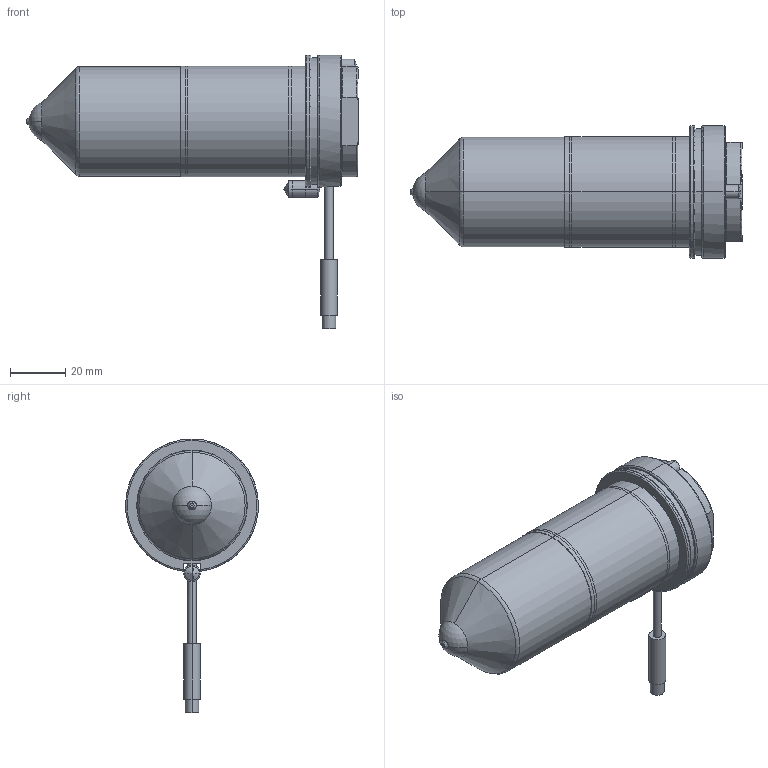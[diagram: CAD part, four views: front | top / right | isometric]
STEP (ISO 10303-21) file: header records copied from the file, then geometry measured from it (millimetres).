
FILE_DESCRIPTION (( 'STEP AP214' ), '1' );
FILE_NAME ('40x101 - dysza - 40101-00.STEP', '2017-05-29T09:37:39', ( '' ), ( '' ), 'SwSTEP 2.0', 'SolidWorks 2016', '' );
FILE_SCHEMA (( 'AUTOMOTIVE_DESIGN' ));
Length unit declared in the file: millimetre
Products named in the file (3): 40x101 - komora_Standard; 40x101 - dysza - 40101-00; 40x101 - korpus - 40101-02
Assembly tree (2 placements, depth 2):
  40x101 - dysza - 40101-00
    40x101 - korpus - 40101-02
    40x101 - komora_Standard
Bounding box: 120 x 47.99 x 99 mm (x, y, z)
Volume: 201513.9 mm3; surface area: 55707.1 mm2
Topology: 5 solids, 8 shells, 292 faces, 681 edges, 402 vertices
Faces by surface type: cylinder 101, torus 64, cone 58, plane 44, bspline 13, sphere 12
Entity records: 13960 total; most frequent: CARTESIAN_POINT 7195, DIRECTION 1476, ORIENTED_EDGE 1350, EDGE_CURVE 675, AXIS2_PLACEMENT_3D 630, VERTEX_POINT 402, CIRCLE 346, EDGE_LOOP 311
